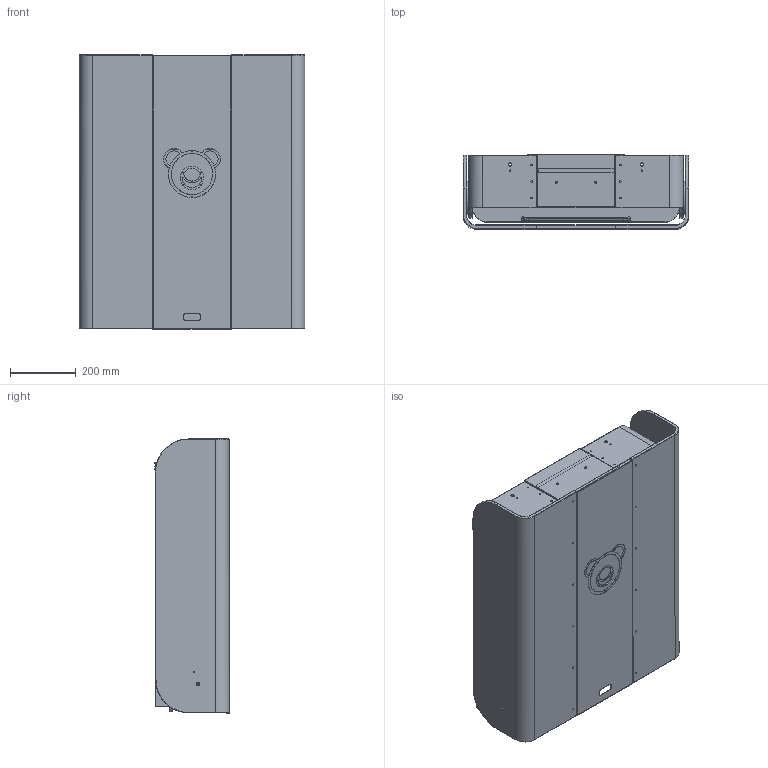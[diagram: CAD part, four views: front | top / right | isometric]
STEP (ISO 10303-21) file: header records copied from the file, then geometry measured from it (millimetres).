
FILE_DESCRIPTION(/* description */ (''),/* implementation_level */ '2;1');
FILE_NAME(/* name */ 'STEP_K~1',/* time_stamp */ '2021-10-18T13:53:35+03:00',/* author */ (''),/* organization */ (''),/* preprocessor_version */ 'ST-DEVELOPER v16.5',/* originating_system */ '',/* authorisation */ '');
FILE_SCHEMA (('AUTOMOTIVE_DESIGN'));
Length unit declared in the file: millimetre
Products named in the file (16): Document; KAWAmaxi B�rchen; Korpus Maxi 11; R�ck Maxi 11; Screw; Griff2; Wanne Maxi 11; Stellscheibe; Boden Maxi 11; Anschlagring 6; Kern; SpiegelnAnschlagring 6; SpiegelnKorpus Maxi 11; SpiegelnWanne Maxi 11; Mitte W 240 B�rchen; Mitte K 240-11neu
Assembly tree (17 placements, depth 3):
  Document
    KAWAmaxi B�rchen
      Korpus Maxi 11
      R�ck Maxi 11
      Screw
      Griff2
      Wanne Maxi 11
      Stellscheibe  x2
      Boden Maxi 11
      Anschlagring 6
      Kern  x2
      SpiegelnAnschlagring 6
      SpiegelnKorpus Maxi 11
      SpiegelnWanne Maxi 11
      Mitte W 240 B�rchen
      Mitte K 240-11neu
Bounding box: 684 x 229.03 x 831.01 mm (x, y, z)
Volume: 17362856 mm3; surface area: 3973622.7 mm2
Topology: 16 solids, 16 shells, 1206 faces, 3002 edges, 1879 vertices
Faces by surface type: bspline 768, plane 438
Entity records: 41737 total; most frequent: CARTESIAN_POINT 25393, ORIENTED_EDGE 5312, EDGE_CURVE 2656, VERTEX_POINT 1677, B_SPLINE_CURVE_WITH_KNOTS 1484, EDGE_LOOP 1223, ADVANCED_FACE 1054, FACE_OUTER_BOUND 1054
